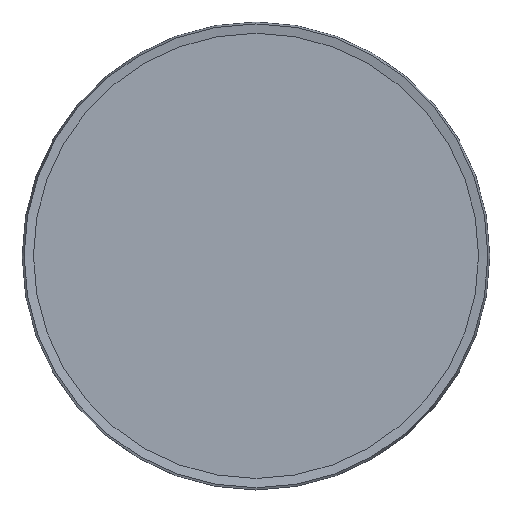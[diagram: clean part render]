
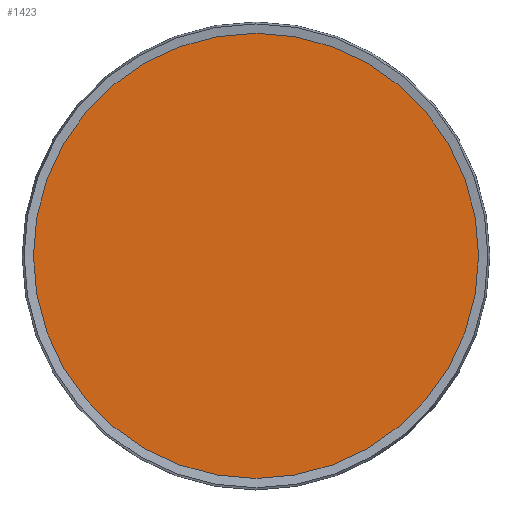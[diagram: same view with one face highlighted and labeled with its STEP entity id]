
A CAD part, top view. The second image highlights one B-rep face of the part: STEP entity #1423.
In plain terms, the highlighted planar face has unit normal (0, 0, 1).
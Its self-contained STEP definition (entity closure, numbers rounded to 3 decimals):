
#1395=CARTESIAN_POINT('',(0.,-29.633,11.5));
#1396=VERTEX_POINT('',#1395);
#1397=CARTESIAN_POINT('',(0.,0.,11.5));
#1398=DIRECTION('',(0.,-1.,0.));
#1399=DIRECTION('',(0.,0.,-1.));
#1400=AXIS2_PLACEMENT_3D('',#1397,#1399,#1398);
#1401=CIRCLE('',#1400,29.633);
#1402=EDGE_CURVE('',#1396,#1396,#1401,.T.);
#1415=CARTESIAN_POINT('',(0.,0.,11.5));
#1416=DIRECTION('',(1.,0.,0.));
#1417=DIRECTION('',(0.,0.,1.));
#1418=AXIS2_PLACEMENT_3D('',#1415,#1417,#1416);
#1419=PLANE('',#1418);
#1420=ORIENTED_EDGE('',*,*,#1402,.F.);
#1421=EDGE_LOOP('',(#1420));
#1422=FACE_OUTER_BOUND('',#1421,.T.);
#1423=ADVANCED_FACE('F20',(#1422),#1419,.T.);
